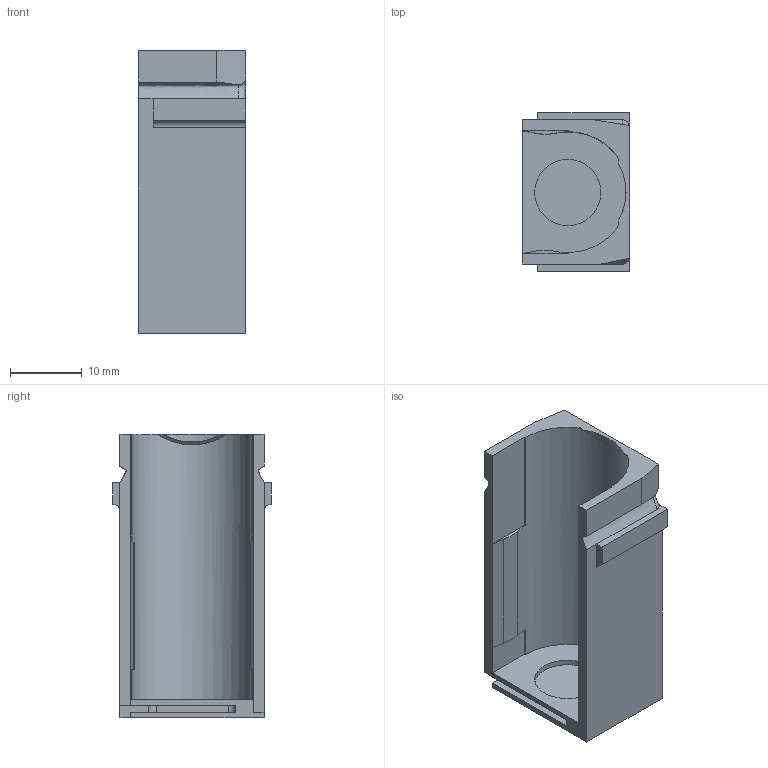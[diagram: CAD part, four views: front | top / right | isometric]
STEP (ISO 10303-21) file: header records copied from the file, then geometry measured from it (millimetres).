
FILE_DESCRIPTION(/* description */ (''),/* implementation_level */ '2;1');
FILE_NAME(/* name */ 'Batt holder.step',/* time_stamp */ '2025-12-24T15:52:57Z',/* author */ (''),/* organization */ (''),/* preprocessor_version */ 'ST-DEVELOPER v20.1',/* originating_system */ 'Autodesk Translation Framework v14.21.0.0',/* authorisation */ '');
FILE_SCHEMA (('AUTOMOTIVE_DESIGN { 1 0 10303 214 3 1 1 }'));
Length unit declared in the file: millimetre
Products named in the file (1): Batt holder
Bounding box: 14.9 x 22.05 x 39.43 mm (x, y, z)
Volume: 3514.6 mm3; surface area: 4472.5 mm2
Topology: 1 solids, 1 shells, 62 faces, 179 edges, 119 vertices
Faces by surface type: plane 49, cylinder 9, bspline 4
Full cylindrical faces by diameter (mm): 9.208 x1
Entity records: 2650 total; most frequent: CARTESIAN_POINT 990, ORIENTED_EDGE 358, DIRECTION 312, EDGE_CURVE 179, LINE 140, VECTOR 140, VERTEX_POINT 119, AXIS2_PLACEMENT_3D 86
